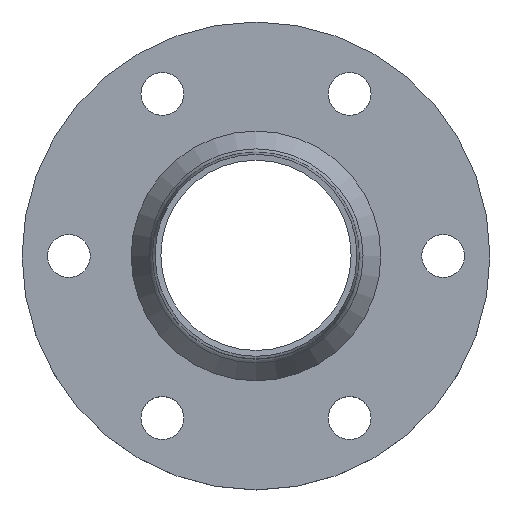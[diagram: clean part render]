
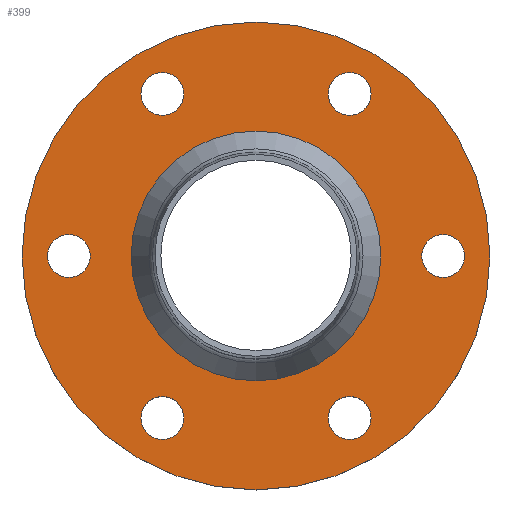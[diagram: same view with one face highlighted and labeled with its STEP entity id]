
A CAD part, top view. The second image highlights one B-rep face of the part: STEP entity #399.
In plain terms, the highlighted planar face has unit normal (0, 0, 1).
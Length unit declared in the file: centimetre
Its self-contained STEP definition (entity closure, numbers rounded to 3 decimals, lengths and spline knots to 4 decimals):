
#32=FACE_BOUND('',#78,.T.);
#33=FACE_BOUND('',#79,.T.);
#34=FACE_BOUND('',#80,.T.);
#35=FACE_BOUND('',#81,.T.);
#36=FACE_BOUND('',#82,.T.);
#37=FACE_BOUND('',#83,.T.);
#38=FACE_BOUND('',#84,.T.);
#46=PLANE('',#438);
#55=FACE_OUTER_BOUND('',#77,.T.);
#77=EDGE_LOOP('',(#298));
#78=EDGE_LOOP('',(#299));
#79=EDGE_LOOP('',(#300));
#80=EDGE_LOOP('',(#301));
#81=EDGE_LOOP('',(#302));
#82=EDGE_LOOP('',(#303));
#83=EDGE_LOOP('',(#304));
#84=EDGE_LOOP('',(#305));
#138=CIRCLE('',#418,5.5);
#140=CIRCLE('',#421,5.5);
#142=CIRCLE('',#424,5.5);
#144=CIRCLE('',#427,5.5);
#146=CIRCLE('',#430,5.5);
#148=CIRCLE('',#433,5.5);
#151=CIRCLE('',#437,60.);
#152=CIRCLE('',#439,30.7);
#178=VERTEX_POINT('',#629);
#180=VERTEX_POINT('',#635);
#182=VERTEX_POINT('',#641);
#184=VERTEX_POINT('',#647);
#186=VERTEX_POINT('',#653);
#188=VERTEX_POINT('',#659);
#191=VERTEX_POINT('',#667);
#192=VERTEX_POINT('',#671);
#214=EDGE_CURVE('',#178,#178,#138,.T.);
#217=EDGE_CURVE('',#180,#180,#140,.T.);
#220=EDGE_CURVE('',#182,#182,#142,.T.);
#223=EDGE_CURVE('',#184,#184,#144,.T.);
#226=EDGE_CURVE('',#186,#186,#146,.T.);
#229=EDGE_CURVE('',#188,#188,#148,.T.);
#234=EDGE_CURVE('',#191,#191,#151,.T.);
#235=EDGE_CURVE('',#192,#192,#152,.T.);
#298=ORIENTED_EDGE('',*,*,#234,.F.);
#299=ORIENTED_EDGE('',*,*,#214,.T.);
#300=ORIENTED_EDGE('',*,*,#217,.T.);
#301=ORIENTED_EDGE('',*,*,#220,.T.);
#302=ORIENTED_EDGE('',*,*,#223,.T.);
#303=ORIENTED_EDGE('',*,*,#226,.T.);
#304=ORIENTED_EDGE('',*,*,#229,.T.);
#305=ORIENTED_EDGE('',*,*,#235,.T.);
#399=ADVANCED_FACE('',(#55,#32,#33,#34,#35,#36,#37,#38),#46,.T.);
#418=AXIS2_PLACEMENT_3D('',#630,#485,#486);
#421=AXIS2_PLACEMENT_3D('',#636,#492,#493);
#424=AXIS2_PLACEMENT_3D('',#642,#499,#500);
#427=AXIS2_PLACEMENT_3D('',#648,#506,#507);
#430=AXIS2_PLACEMENT_3D('',#654,#513,#514);
#433=AXIS2_PLACEMENT_3D('',#660,#520,#521);
#437=AXIS2_PLACEMENT_3D('',#669,#530,#531);
#438=AXIS2_PLACEMENT_3D('',#670,#532,#533);
#439=AXIS2_PLACEMENT_3D('',#672,#534,#535);
#485=DIRECTION('center_axis',(0.,0.,
-1.));
#486=DIRECTION('ref_axis',(0.5,-0.866,0.));
#492=DIRECTION('center_axis',(0.,0.,
-1.));
#493=DIRECTION('ref_axis',(-1.,0.,0.));
#499=DIRECTION('center_axis',(0.,0.,
-1.));
#500=DIRECTION('ref_axis',(0.5,0.866,0.));
#506=DIRECTION('center_axis',(0.,0.,
-1.));
#507=DIRECTION('ref_axis',(-0.5,0.866,0.));
#513=DIRECTION('center_axis',(0.,0.,
-1.));
#514=DIRECTION('ref_axis',(-0.5,-0.866,0.));
#520=DIRECTION('center_axis',(0.,0.,
-1.));
#521=DIRECTION('ref_axis',(1.,0.,0.));
#530=DIRECTION('center_axis',(0.,0.,
-1.));
#531=DIRECTION('ref_axis',(1.,0.,0.));
#532=DIRECTION('center_axis',(0.,0.,
1.));
#533=DIRECTION('ref_axis',(0.,-1.,0.));
#534=DIRECTION('center_axis',(0.,0.,
-1.));
#535=DIRECTION('ref_axis',(1.,0.,0.));
#629=CARTESIAN_POINT('',(354.5547,253.2265,-35.));
#630=CARTESIAN_POINT('Origin',(357.3047,248.4634,-35.));
#635=CARTESIAN_POINT('',(434.8047,206.8942,-35.));
#636=CARTESIAN_POINT('Origin',(429.3047,206.8942,-35.));
#641=CARTESIAN_POINT('',(354.5547,160.5618,-35.));
#642=CARTESIAN_POINT('Origin',(357.3047,165.325,-35.));
#647=CARTESIAN_POINT('',(408.0547,160.5618,-35.));
#648=CARTESIAN_POINT('Origin',(405.3047,165.325,-35.));
#653=CARTESIAN_POINT('',(408.0547,253.2265,-35.));
#654=CARTESIAN_POINT('Origin',(405.3047,248.4634,-35.));
#659=CARTESIAN_POINT('',(327.8047,206.8942,-35.));
#660=CARTESIAN_POINT('Origin',(333.3047,206.8942,-35.));
#667=CARTESIAN_POINT('',(321.3047,206.8942,-35.));
#669=CARTESIAN_POINT('Origin',(381.3047,206.8942,-35.));
#670=CARTESIAN_POINT('Origin',(426.6547,206.8942,-35.));
#671=CARTESIAN_POINT('',(350.6047,206.8942,-35.));
#672=CARTESIAN_POINT('Origin',(381.3047,206.8942,-35.));
